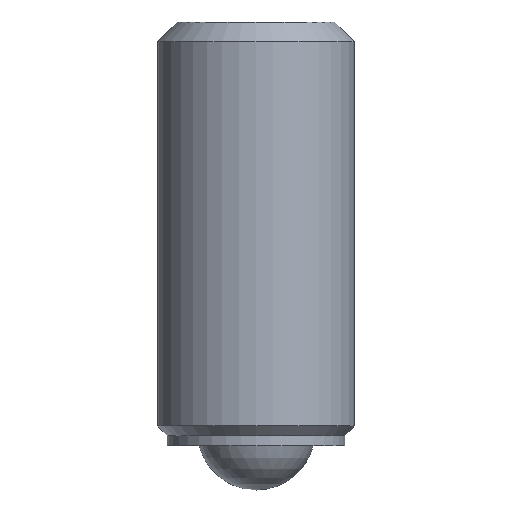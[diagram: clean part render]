
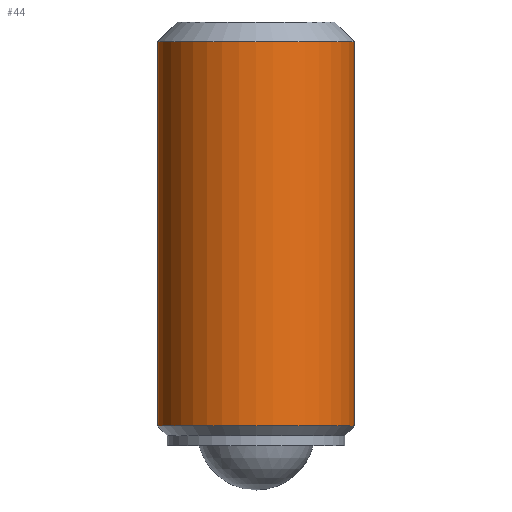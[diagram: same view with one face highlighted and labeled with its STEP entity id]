
A CAD part, front view. The second image highlights one B-rep face of the part: STEP entity #44.
In plain terms, the highlighted cylindrical face has radius 10 mm (diameter 20 mm), a full revolution.
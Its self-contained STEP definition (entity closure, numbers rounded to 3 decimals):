
#44 = ADVANCED_FACE( '', ( #101, #102 ), #103, .T. );
#101 = FACE_OUTER_BOUND( '', #174, .T. );
#102 = FACE_OUTER_BOUND( '', #175, .T. );
#103 = CYLINDRICAL_SURFACE( '', #176, 10. );
#174 = EDGE_LOOP( '', ( #241 ) );
#175 = EDGE_LOOP( '', ( #242 ) );
#176 = AXIS2_PLACEMENT_3D( '', #243, #244, #245 );
#241 = ORIENTED_EDGE( '', *, *, #393, .T. );
#242 = ORIENTED_EDGE( '', *, *, #394, .T. );
#243 = CARTESIAN_POINT( '', ( 0., 0., 57.15 ) );
#244 = DIRECTION( '', ( 0., 0., -1. ) );
#245 = DIRECTION( '', ( 1., 0., 0. ) );
#393 = EDGE_CURVE( '', #449, #449, #450, .T. );
#394 = EDGE_CURVE( '', #451, #451, #452, .T. );
#449 = VERTEX_POINT( '', #529 );
#450 = CIRCLE( '', #530, 10. );
#451 = VERTEX_POINT( '', #531 );
#452 = CIRCLE( '', #532, 10. );
#529 = CARTESIAN_POINT( '', ( -10., 0., 45.5 ) );
#530 = AXIS2_PLACEMENT_3D( '', #638, #639, #640 );
#531 = CARTESIAN_POINT( '', ( 10., 0., 6.5 ) );
#532 = AXIS2_PLACEMENT_3D( '', #641, #642, #643 );
#638 = CARTESIAN_POINT( '', ( 0., 0., 45.5 ) );
#639 = DIRECTION( '', ( 0., 0., -1. ) );
#640 = DIRECTION( '', ( -1., 0., 0. ) );
#641 = CARTESIAN_POINT( '', ( 0., 0., 6.5 ) );
#642 = DIRECTION( '', ( 0., 0., 1. ) );
#643 = DIRECTION( '', ( 1., 0., 0. ) );
